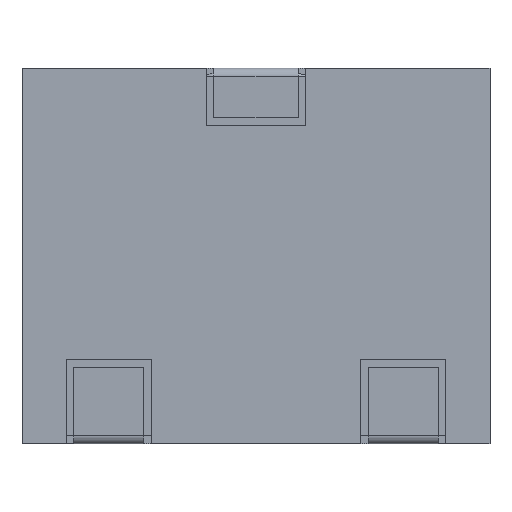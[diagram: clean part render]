
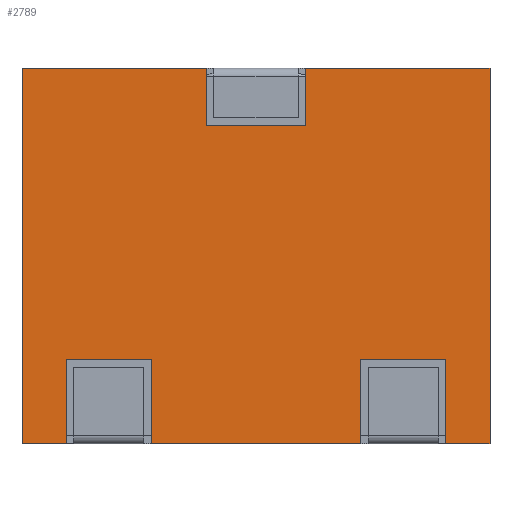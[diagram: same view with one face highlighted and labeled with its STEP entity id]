
A CAD part, front view. The second image highlights one B-rep face of the part: STEP entity #2789.
In plain terms, the highlighted planar face has unit normal (0, -1, 0).
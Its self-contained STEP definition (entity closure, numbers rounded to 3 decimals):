
#31 = ORIENTED_EDGE ( 'NONE', *, *, #6581, .F. ) ;
#73 = VECTOR ( 'NONE', #6024, 1000. ) ;
#144 = CARTESIAN_POINT ( 'NONE',  ( -6.1, 0., -4.9 ) ) ;
#191 = VERTEX_POINT ( 'NONE', #4848 ) ;
#218 = EDGE_CURVE ( 'NONE', #1281, #6205, #3596, .T. ) ;
#275 = VECTOR ( 'NONE', #1245, 1000. ) ;
#290 = VERTEX_POINT ( 'NONE', #1378 ) ;
#362 = CARTESIAN_POINT ( 'NONE',  ( 6.1, 0., 4.9 ) ) ;
#389 = VERTEX_POINT ( 'NONE', #5381 ) ;
#412 = VERTEX_POINT ( 'NONE', #2655 ) ;
#615 = DIRECTION ( 'NONE',  ( 0., 0., -1. ) ) ;
#682 = VECTOR ( 'NONE', #3032, 1000. ) ;
#723 = EDGE_CURVE ( 'NONE', #290, #5604, #6291, .T. ) ;
#809 = CARTESIAN_POINT ( 'NONE',  ( 4.95, 0., -4.9 ) ) ;
#871 = LINE ( 'NONE', #1917, #1303 ) ;
#928 = DIRECTION ( 'NONE',  ( -1., 0., 0. ) ) ;
#979 = DIRECTION ( 'NONE',  ( 0., 0., 1. ) ) ;
#999 = VECTOR ( 'NONE', #5639, 1000. ) ;
#1008 = ORIENTED_EDGE ( 'NONE', *, *, #3783, .F. ) ;
#1014 = ORIENTED_EDGE ( 'NONE', *, *, #723, .F. ) ;
#1165 = ORIENTED_EDGE ( 'NONE', *, *, #3967, .F. ) ;
#1245 = DIRECTION ( 'NONE',  ( -1., 0., 0. ) ) ;
#1264 = CARTESIAN_POINT ( 'NONE',  ( -6.1, 0., -4.9 ) ) ;
#1272 = CARTESIAN_POINT ( 'NONE',  ( -6.1, 0., -4.9 ) ) ;
#1281 = VERTEX_POINT ( 'NONE', #2614 ) ;
#1303 = VECTOR ( 'NONE', #4228, 1000. ) ;
#1378 = CARTESIAN_POINT ( 'NONE',  ( -4.95, 0., -2.7 ) ) ;
#1383 = LINE ( 'NONE', #362, #2313 ) ;
#1404 = VECTOR ( 'NONE', #3801, 1000. ) ;
#1468 = CARTESIAN_POINT ( 'NONE',  ( -2.725, 0., -2.7 ) ) ;
#1518 = EDGE_CURVE ( 'NONE', #7004, #6471, #6793, .T. ) ;
#1552 = LINE ( 'NONE', #1974, #5618 ) ;
#1681 = EDGE_CURVE ( 'NONE', #191, #6808, #2028, .T. ) ;
#1687 = CARTESIAN_POINT ( 'NONE',  ( -4.95, 0., -2.7 ) ) ;
#1749 = CARTESIAN_POINT ( 'NONE',  ( 0., 0., 0. ) ) ;
#1832 = ORIENTED_EDGE ( 'NONE', *, *, #1681, .F. ) ;
#1917 = CARTESIAN_POINT ( 'NONE',  ( -1.3, 0., 3.4 ) ) ;
#1974 = CARTESIAN_POINT ( 'NONE',  ( 2.725, 0., -2.7 ) ) ;
#1979 = CARTESIAN_POINT ( 'NONE',  ( 4.95, 0., -2.7 ) ) ;
#2028 = LINE ( 'NONE', #6102, #2627 ) ;
#2187 = CARTESIAN_POINT ( 'NONE',  ( -6.1, 0., 4.9 ) ) ;
#2212 = VERTEX_POINT ( 'NONE', #4797 ) ;
#2284 = EDGE_LOOP ( 'NONE', ( #1014, #4450, #3349, #5873, #3212, #6740, #1008, #1832, #2569, #4205, #6638, #3235, #31, #5058, #2364, #1165 ) ) ;
#2313 = VECTOR ( 'NONE', #6399, 1000. ) ;
#2364 = ORIENTED_EDGE ( 'NONE', *, *, #5730, .F. ) ;
#2390 = CARTESIAN_POINT ( 'NONE',  ( 2.725, 0., -4.9 ) ) ;
#2569 = ORIENTED_EDGE ( 'NONE', *, *, #5453, .F. ) ;
#2614 = CARTESIAN_POINT ( 'NONE',  ( -2.725, 0., -4.9 ) ) ;
#2626 = CARTESIAN_POINT ( 'NONE',  ( -4.95, 0., -4.9 ) ) ;
#2627 = VECTOR ( 'NONE', #6653, 1000. ) ;
#2655 = CARTESIAN_POINT ( 'NONE',  ( 2.725, 0., -2.7 ) ) ;
#2705 = EDGE_CURVE ( 'NONE', #4108, #1281, #7120, .T. ) ;
#2738 = CARTESIAN_POINT ( 'NONE',  ( 2.725, 0., -2.7 ) ) ;
#2755 = LINE ( 'NONE', #4490, #6662 ) ;
#2789 = ADVANCED_FACE ( 'NONE', ( #6516 ), #6696, .T. ) ;
#2852 = DIRECTION ( 'NONE',  ( 0., -1., 0. ) ) ;
#3020 = VECTOR ( 'NONE', #3171, 1000. ) ;
#3032 = DIRECTION ( 'NONE',  ( 0., 0., -1. ) ) ;
#3045 = EDGE_CURVE ( 'NONE', #4806, #412, #4327, .T. ) ;
#3171 = DIRECTION ( 'NONE',  ( 0., 0., 1. ) ) ;
#3205 = LINE ( 'NONE', #5238, #682 ) ;
#3212 = ORIENTED_EDGE ( 'NONE', *, *, #6624, .F. ) ;
#3213 = LINE ( 'NONE', #4234, #6591 ) ;
#3235 = ORIENTED_EDGE ( 'NONE', *, *, #4343, .F. ) ;
#3349 = ORIENTED_EDGE ( 'NONE', *, *, #218, .F. ) ;
#3436 = VERTEX_POINT ( 'NONE', #5262 ) ;
#3505 = VECTOR ( 'NONE', #4516, 1000. ) ;
#3587 = DIRECTION ( 'NONE',  ( 0., 0., -1. ) ) ;
#3596 = LINE ( 'NONE', #5244, #5324 ) ;
#3630 = LINE ( 'NONE', #7077, #73 ) ;
#3783 = EDGE_CURVE ( 'NONE', #6808, #4806, #7030, .T. ) ;
#3801 = DIRECTION ( 'NONE',  ( -1., 0., 0. ) ) ;
#3947 = CARTESIAN_POINT ( 'NONE',  ( -1.3, 0., 4.9 ) ) ;
#3961 = LINE ( 'NONE', #6488, #3020 ) ;
#3967 = EDGE_CURVE ( 'NONE', #5604, #5368, #5808, .T. ) ;
#4040 = CARTESIAN_POINT ( 'NONE',  ( 1.3, 0., 4.9 ) ) ;
#4108 = VERTEX_POINT ( 'NONE', #2390 ) ;
#4205 = ORIENTED_EDGE ( 'NONE', *, *, #5782, .F. ) ;
#4228 = DIRECTION ( 'NONE',  ( 1., 0., 0. ) ) ;
#4234 = CARTESIAN_POINT ( 'NONE',  ( -4.95, 0., -2.7 ) ) ;
#4327 = LINE ( 'NONE', #2738, #1404 ) ;
#4343 = EDGE_CURVE ( 'NONE', #389, #3436, #871, .T. ) ;
#4423 = VECTOR ( 'NONE', #979, 1000. ) ;
#4450 = ORIENTED_EDGE ( 'NONE', *, *, #6258, .F. ) ;
#4490 = CARTESIAN_POINT ( 'NONE',  ( -6.1, 0., 4.9 ) ) ;
#4516 = DIRECTION ( 'NONE',  ( 0., 0., -1. ) ) ;
#4797 = CARTESIAN_POINT ( 'NONE',  ( 6.1, 0., 4.9 ) ) ;
#4806 = VERTEX_POINT ( 'NONE', #1979 ) ;
#4848 = CARTESIAN_POINT ( 'NONE',  ( 6.1, 0., -4.9 ) ) ;
#5032 = EDGE_CURVE ( 'NONE', #3436, #5878, #3630, .T. ) ;
#5058 = ORIENTED_EDGE ( 'NONE', *, *, #1518, .F. ) ;
#5116 = CARTESIAN_POINT ( 'NONE',  ( -6.1, 0., 4.9 ) ) ;
#5238 = CARTESIAN_POINT ( 'NONE',  ( -1.3, 0., 4.9 ) ) ;
#5242 = AXIS2_PLACEMENT_3D ( 'NONE', #1749, #2852, #615 ) ;
#5244 = CARTESIAN_POINT ( 'NONE',  ( -2.725, 0., -2.7 ) ) ;
#5262 = CARTESIAN_POINT ( 'NONE',  ( 1.3, 0., 3.4 ) ) ;
#5324 = VECTOR ( 'NONE', #6323, 1000. ) ;
#5368 = VERTEX_POINT ( 'NONE', #1264 ) ;
#5381 = CARTESIAN_POINT ( 'NONE',  ( -1.3, 0., 3.4 ) ) ;
#5453 = EDGE_CURVE ( 'NONE', #2212, #191, #1383, .T. ) ;
#5604 = VERTEX_POINT ( 'NONE', #2626 ) ;
#5618 = VECTOR ( 'NONE', #3587, 1000. ) ;
#5639 = DIRECTION ( 'NONE',  ( 1., 0., 0. ) ) ;
#5730 = EDGE_CURVE ( 'NONE', #5368, #7004, #3961, .T. ) ;
#5782 = EDGE_CURVE ( 'NONE', #5878, #2212, #2755, .T. ) ;
#5808 = LINE ( 'NONE', #144, #6085 ) ;
#5873 = ORIENTED_EDGE ( 'NONE', *, *, #2705, .F. ) ;
#5878 = VERTEX_POINT ( 'NONE', #4040 ) ;
#6024 = DIRECTION ( 'NONE',  ( 0., 0., 1. ) ) ;
#6085 = VECTOR ( 'NONE', #6183, 1000. ) ;
#6102 = CARTESIAN_POINT ( 'NONE',  ( -6.1, 0., -4.9 ) ) ;
#6183 = DIRECTION ( 'NONE',  ( -1., 0., 0. ) ) ;
#6205 = VERTEX_POINT ( 'NONE', #1468 ) ;
#6258 = EDGE_CURVE ( 'NONE', #6205, #290, #3213, .T. ) ;
#6291 = LINE ( 'NONE', #1687, #3505 ) ;
#6323 = DIRECTION ( 'NONE',  ( 0., 0., 1. ) ) ;
#6399 = DIRECTION ( 'NONE',  ( 0., 0., -1. ) ) ;
#6471 = VERTEX_POINT ( 'NONE', #3947 ) ;
#6488 = CARTESIAN_POINT ( 'NONE',  ( -6.1, 0., 4.9 ) ) ;
#6516 = FACE_OUTER_BOUND ( 'NONE', #2284, .T. ) ;
#6565 = CARTESIAN_POINT ( 'NONE',  ( 4.95, 0., -2.7 ) ) ;
#6581 = EDGE_CURVE ( 'NONE', #6471, #389, #3205, .T. ) ;
#6591 = VECTOR ( 'NONE', #928, 1000. ) ;
#6624 = EDGE_CURVE ( 'NONE', #412, #4108, #1552, .T. ) ;
#6638 = ORIENTED_EDGE ( 'NONE', *, *, #5032, .F. ) ;
#6653 = DIRECTION ( 'NONE',  ( -1., 0., 0. ) ) ;
#6662 = VECTOR ( 'NONE', #6752, 1000. ) ;
#6696 = PLANE ( 'NONE',  #5242 ) ;
#6740 = ORIENTED_EDGE ( 'NONE', *, *, #3045, .F. ) ;
#6752 = DIRECTION ( 'NONE',  ( 1., 0., 0. ) ) ;
#6793 = LINE ( 'NONE', #5116, #999 ) ;
#6808 = VERTEX_POINT ( 'NONE', #809 ) ;
#7004 = VERTEX_POINT ( 'NONE', #2187 ) ;
#7030 = LINE ( 'NONE', #6565, #4423 ) ;
#7077 = CARTESIAN_POINT ( 'NONE',  ( 1.3, 0., 4.9 ) ) ;
#7120 = LINE ( 'NONE', #1272, #275 ) ;
